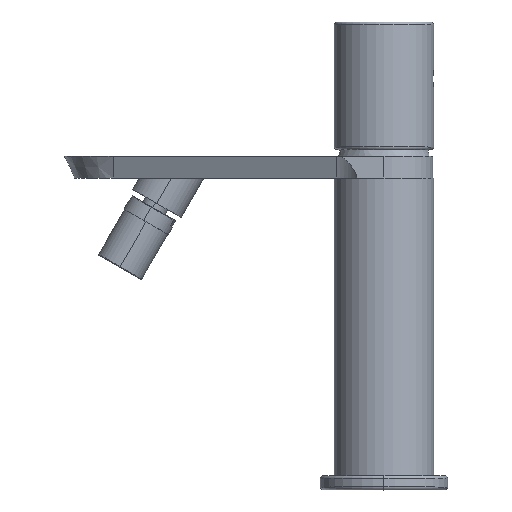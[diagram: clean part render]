
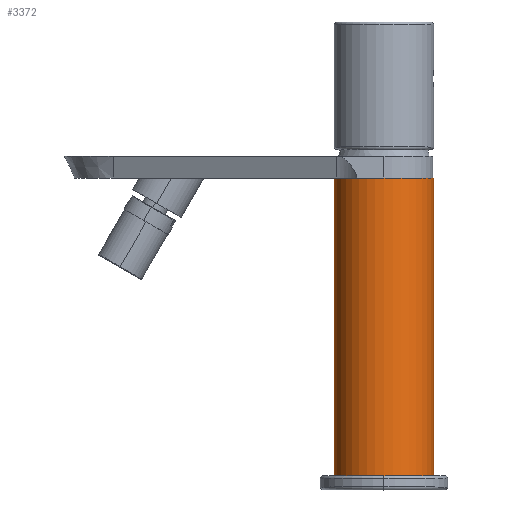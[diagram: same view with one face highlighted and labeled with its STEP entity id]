
A CAD part, top view. The second image highlights one B-rep face of the part: STEP entity #3372.
In plain terms, the highlighted cylindrical face has radius 17.5 mm (diameter 35 mm), a partial arc.
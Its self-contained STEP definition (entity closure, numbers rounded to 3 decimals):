
#234 = VERTEX_POINT ( 'NONE', #7930 ) ;
#552 = CARTESIAN_POINT ( 'NONE',  ( -17.5, 165.862, 0. ) ) ;
#686 = ORIENTED_EDGE ( 'NONE', *, *, #7421, .T. ) ;
#744 = CARTESIAN_POINT ( 'NONE',  ( 0., 25.752, 0. ) ) ;
#1178 = AXIS2_PLACEMENT_3D ( 'NONE', #8714, #3005, #9467 ) ;
#1656 = CARTESIAN_POINT ( 'NONE',  ( -17.5, 130.752, 0. ) ) ;
#1832 = CARTESIAN_POINT ( 'NONE',  ( 0., 130.752, 0. ) ) ;
#2210 = ORIENTED_EDGE ( 'NONE', *, *, #5617, .F. ) ;
#2309 = VERTEX_POINT ( 'NONE', #9121 ) ;
#2559 = LINE ( 'NONE', #552, #3442 ) ;
#3005 = DIRECTION ( 'NONE',  ( 0., 1., 0. ) ) ;
#3213 = CARTESIAN_POINT ( 'NONE',  ( 17.5, 165.862, 0. ) ) ;
#3372 = ADVANCED_FACE ( 'NONE', ( #11206 ), #5369, .T. ) ;
#3442 = VECTOR ( 'NONE', #8060, 1000. ) ;
#3769 = DIRECTION ( 'NONE',  ( -1., 0., 0. ) ) ;
#4183 = EDGE_CURVE ( 'NONE', #234, #4876, #7049, .T. ) ;
#4876 = VERTEX_POINT ( 'NONE', #11240 ) ;
#5369 = CYLINDRICAL_SURFACE ( 'NONE', #1178, 17.5 ) ;
#5533 = DIRECTION ( 'NONE',  ( -1., 0., 0. ) ) ;
#5617 = EDGE_CURVE ( 'NONE', #6540, #2309, #9082, .T. ) ;
#5765 = VECTOR ( 'NONE', #9852, 1000. ) ;
#6204 = EDGE_CURVE ( 'NONE', #234, #6540, #2559, .T. ) ;
#6540 = VERTEX_POINT ( 'NONE', #1656 ) ;
#7049 = CIRCLE ( 'NONE', #11140, 17.5 ) ;
#7160 = ORIENTED_EDGE ( 'NONE', *, *, #6204, .F. ) ;
#7421 = EDGE_CURVE ( 'NONE', #4876, #2309, #8729, .T. ) ;
#7440 = AXIS2_PLACEMENT_3D ( 'NONE', #1832, #8449, #3769 ) ;
#7930 = CARTESIAN_POINT ( 'NONE',  ( -17.5, 25.752, 0. ) ) ;
#8060 = DIRECTION ( 'NONE',  ( 0., 1., 0. ) ) ;
#8191 = DIRECTION ( 'NONE',  ( 0., 1., 0. ) ) ;
#8449 = DIRECTION ( 'NONE',  ( 0., 1., 0. ) ) ;
#8714 = CARTESIAN_POINT ( 'NONE',  ( 0., 165.862, 0. ) ) ;
#8729 = LINE ( 'NONE', #3213, #5765 ) ;
#9082 = CIRCLE ( 'NONE', #7440, 17.5 ) ;
#9121 = CARTESIAN_POINT ( 'NONE',  ( 17.5, 130.752, 0. ) ) ;
#9138 = EDGE_LOOP ( 'NONE', ( #11643, #686, #2210, #7160 ) ) ;
#9467 = DIRECTION ( 'NONE',  ( -1., 0., 0. ) ) ;
#9852 = DIRECTION ( 'NONE',  ( 0., 1., 0. ) ) ;
#11140 = AXIS2_PLACEMENT_3D ( 'NONE', #744, #8191, #5533 ) ;
#11206 = FACE_OUTER_BOUND ( 'NONE', #9138, .T. ) ;
#11240 = CARTESIAN_POINT ( 'NONE',  ( 17.5, 25.752, 0. ) ) ;
#11643 = ORIENTED_EDGE ( 'NONE', *, *, #4183, .T. ) ;
